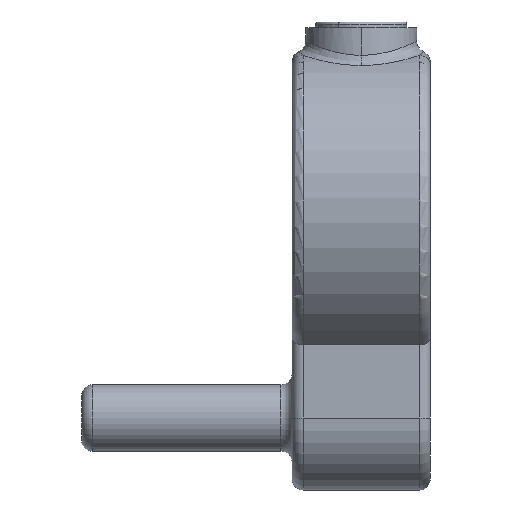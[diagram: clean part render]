
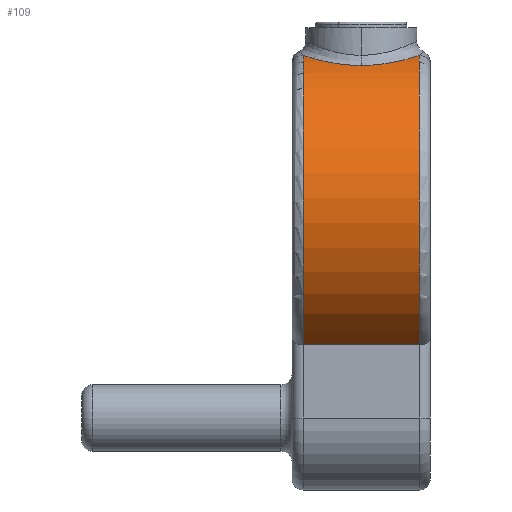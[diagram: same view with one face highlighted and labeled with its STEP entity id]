
A CAD part, left-side view. The second image highlights one B-rep face of the part: STEP entity #109.
In plain terms, the highlighted cylindrical face has radius 28 mm (diameter 56 mm), a partial arc.
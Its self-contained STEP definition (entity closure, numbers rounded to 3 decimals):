
#109 = ADVANCED_FACE ( 'NONE', ( #633 ), #627, .T. ) ;
#209 = CIRCLE ( 'NONE', #1879, 28. ) ;
#219 = VECTOR ( 'NONE', #1148, 1000. ) ;
#224 = LINE ( 'NONE', #1149, #219 ) ;
#229 = CIRCLE ( 'NONE', #1917, 28. ) ;
#271 = EDGE_CURVE ( 'NONE', #747, #1941, #2218, .T. ) ;
#495 = EDGE_CURVE ( 'NONE', #784, #1580, #224, .T. ) ;
#500 = EDGE_CURVE ( 'NONE', #1580, #747, #229, .T. ) ;
#506 = EDGE_CURVE ( 'NONE', #1941, #1266, #2345, .T. ) ;
#520 = EDGE_CURVE ( 'NONE', #1266, #784, #209, .T. ) ;
#627 = CYLINDRICAL_SURFACE ( 'NONE', #2390, 28. ) ;
#633 = FACE_OUTER_BOUND ( 'NONE', #2831, .T. ) ;
#710 = CARTESIAN_POINT ( 'NONE',  ( -5.422, 2., 27.47 ) ) ;
#747 = VERTEX_POINT ( 'NONE', #710 ) ;
#784 = VERTEX_POINT ( 'NONE', #2760 ) ;
#972 = ORIENTED_EDGE ( 'NONE', *, *, #495, .T. ) ;
#981 = ORIENTED_EDGE ( 'NONE', *, *, #500, .T. ) ;
#1006 = ORIENTED_EDGE ( 'NONE', *, *, #271, .T. ) ;
#1081 = DIRECTION ( 'NONE',  ( 0., 0., 1. ) ) ;
#1083 = DIRECTION ( 'NONE',  ( 0., -1., 0. ) ) ;
#1084 = CARTESIAN_POINT ( 'NONE',  ( 0., 23., 0. ) ) ;
#1096 = CARTESIAN_POINT ( 'NONE',  ( -5.422, 23., 27.47 ) ) ;
#1097 = CARTESIAN_POINT ( 'NONE',  ( -5.645, 22.868, 27.426 ) ) ;
#1098 = CARTESIAN_POINT ( 'NONE',  ( -5.863, 22.728, 27.38 ) ) ;
#1100 = CARTESIAN_POINT ( 'NONE',  ( -6.29, 22.432, 27.285 ) ) ;
#1105 = CARTESIAN_POINT ( 'NONE',  ( -6.501, 22.276, 27.236 ) ) ;
#1106 = CARTESIAN_POINT ( 'NONE',  ( -7.11, 21.788, 27.085 ) ) ;
#1107 = CARTESIAN_POINT ( 'NONE',  ( -7.489, 21.438, 26.982 ) ) ;
#1111 = CARTESIAN_POINT ( 'NONE',  ( -8.199, 20.692, 26.775 ) ) ;
#1112 = CARTESIAN_POINT ( 'NONE',  ( -8.529, 20.296, 26.671 ) ) ;
#1113 = CARTESIAN_POINT ( 'NONE',  ( -9.14, 19.456, 26.468 ) ) ;
#1115 = CARTESIAN_POINT ( 'NONE',  ( -9.419, 19.013, 26.369 ) ) ;
#1119 = CARTESIAN_POINT ( 'NONE',  ( -9.916, 18.103, 26.187 ) ) ;
#1123 = CARTESIAN_POINT ( 'NONE',  ( -10.136, 17.633, 26.102 ) ) ;
#1124 = CARTESIAN_POINT ( 'NONE',  ( -10.517, 16.661, 25.951 ) ) ;
#1127 = CARTESIAN_POINT ( 'NONE',  ( -10.679, 16.157, 25.884 ) ) ;
#1129 = CARTESIAN_POINT ( 'NONE',  ( -11.066, 14.628, 25.722 ) ) ;
#1134 = CARTESIAN_POINT ( 'NONE',  ( -11.198, 13.587, 25.663 ) ) ;
#1138 = DIRECTION ( 'NONE',  ( 0., 0., 1. ) ) ;
#1142 = DIRECTION ( 'NONE',  ( 0., 1., 0. ) ) ;
#1144 = CARTESIAN_POINT ( 'NONE',  ( 0., 2., 0. ) ) ;
#1148 = DIRECTION ( 'NONE',  ( 0., -1., 0. ) ) ;
#1149 = CARTESIAN_POINT ( 'NONE',  ( -13., 25., -24.799 ) ) ;
#1175 = CARTESIAN_POINT ( 'NONE',  ( -11.2, 12.523, 25.662 ) ) ;
#1209 = ORIENTED_EDGE ( 'NONE', *, *, #506, .T. ) ;
#1266 = VERTEX_POINT ( 'NONE', #2195 ) ;
#1321 = ORIENTED_EDGE ( 'NONE', *, *, #520, .T. ) ;
#1580 = VERTEX_POINT ( 'NONE', #2151 ) ;
#1879 = AXIS2_PLACEMENT_3D ( 'NONE', #1084, #1083, #1081 ) ;
#1886 = CARTESIAN_POINT ( 'NONE',  ( -11.2, 12.523, 25.662 ) ) ;
#1889 = CARTESIAN_POINT ( 'NONE',  ( -11.202, 11.456, 25.662 ) ) ;
#1890 = CARTESIAN_POINT ( 'NONE',  ( -11.073, 10.41, 25.719 ) ) ;
#1893 = CARTESIAN_POINT ( 'NONE',  ( -10.689, 8.879, 25.88 ) ) ;
#1894 = CARTESIAN_POINT ( 'NONE',  ( -10.528, 8.371, 25.946 ) ) ;
#1899 = CARTESIAN_POINT ( 'NONE',  ( -10.147, 7.393, 26.097 ) ) ;
#1901 = CARTESIAN_POINT ( 'NONE',  ( -9.928, 6.921, 26.182 ) ) ;
#1904 = CARTESIAN_POINT ( 'NONE',  ( -9.433, 6.009, 26.365 ) ) ;
#1905 = CARTESIAN_POINT ( 'NONE',  ( -9.157, 5.569, 26.462 ) ) ;
#1914 = CARTESIAN_POINT ( 'NONE',  ( -8.544, 4.723, 26.666 ) ) ;
#1917 = AXIS2_PLACEMENT_3D ( 'NONE', #1144, #1142, #1138 ) ;
#1920 = CARTESIAN_POINT ( 'NONE',  ( -8.21, 4.32, 26.772 ) ) ;
#1922 = CARTESIAN_POINT ( 'NONE',  ( -7.497, 3.569, 26.98 ) ) ;
#1929 = CARTESIAN_POINT ( 'NONE',  ( -7.117, 3.218, 27.084 ) ) ;
#1932 = CARTESIAN_POINT ( 'NONE',  ( -5.422, 2., 27.47 ) ) ;
#1941 = VERTEX_POINT ( 'NONE', #2068 ) ;
#1948 = CARTESIAN_POINT ( 'NONE',  ( -5.872, 2.267, 27.381 ) ) ;
#1954 = CARTESIAN_POINT ( 'NONE',  ( -6.306, 2.568, 27.284 ) ) ;
#2068 = CARTESIAN_POINT ( 'NONE',  ( -11.2, 12.523, 25.662 ) ) ;
#2151 = CARTESIAN_POINT ( 'NONE',  ( -13., 2., -24.799 ) ) ;
#2195 = CARTESIAN_POINT ( 'NONE',  ( -5.422, 23., 27.47 ) ) ;
#2202 = DIRECTION ( 'NONE',  ( 0., 0., -1. ) ) ;
#2218 = B_SPLINE_CURVE_WITH_KNOTS ( 'NONE', 3,
 ( #1932, #1948, #1954, #1929, #1922, #1920, #1914, #1905, #1904, #1901, #1899, #1894, #1893, #1890, #1889, #1886 ),
 .UNSPECIFIED., .F., .F.,
 ( 4, 2, 2, 2, 2, 2, 2, 4 ),
 ( 0.062, 0.063, 0.065, 0.066, 0.068, 0.07, 0.071, 0.074 ),
 .UNSPECIFIED. ) ;
#2222 = DIRECTION ( 'NONE',  ( 0., -1., 0. ) ) ;
#2247 = CARTESIAN_POINT ( 'NONE',  ( 0., 25., 0. ) ) ;
#2345 = B_SPLINE_CURVE_WITH_KNOTS ( 'NONE', 3,
 ( #1175, #1134, #1129, #1127, #1124, #1123, #1119, #1115, #1113, #1112, #1111, #1107, #1106, #1105, #1100, #1098, #1097, #1096 ),
 .UNSPECIFIED., .F., .F.,
 ( 4, 2, 2, 2, 2, 2, 2, 2, 4 ),
 ( 0., 0.003, 0.005, 0.006, 0.008, 0.01, 0.011, 0.012, 0.013 ),
 .UNSPECIFIED. ) ;
#2390 = AXIS2_PLACEMENT_3D ( 'NONE', #2247, #2222, #2202 ) ;
#2760 = CARTESIAN_POINT ( 'NONE',  ( -13., 23., -24.799 ) ) ;
#2831 = EDGE_LOOP ( 'NONE', ( #972, #981, #1006, #1209, #1321 ) ) ;
